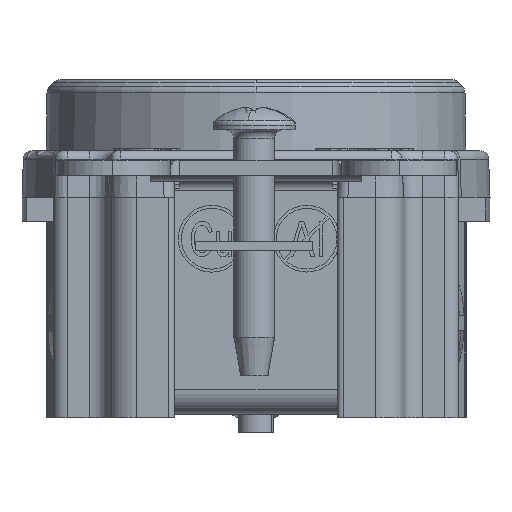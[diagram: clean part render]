
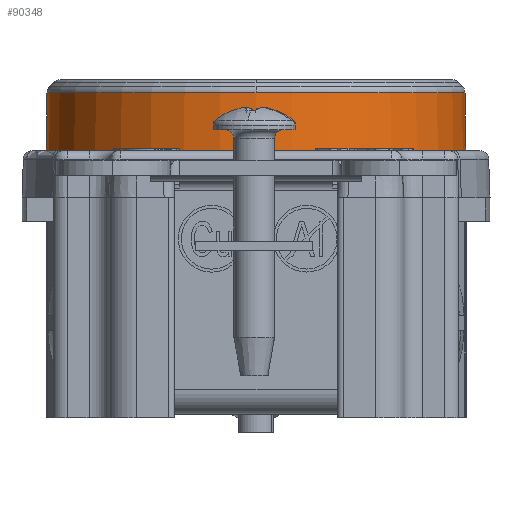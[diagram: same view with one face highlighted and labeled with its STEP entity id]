
A CAD part, front view. The second image highlights one B-rep face of the part: STEP entity #90348.
In plain terms, the highlighted conical face has half-angle 1 degrees and reference radius 17.45 mm.
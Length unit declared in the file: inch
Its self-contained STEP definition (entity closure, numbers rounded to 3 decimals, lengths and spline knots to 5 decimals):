
#7305 = CARTESIAN_POINT ( 'NONE',  ( 0.687, 0., 0.874 ) ) ;
#8750 = CARTESIAN_POINT ( 'NONE',  ( 0.6848, 0., 1.00023 ) ) ;
#9035 = AXIS2_PLACEMENT_3D ( 'NONE', #29054, #62503, #13193 ) ;
#12328 = CARTESIAN_POINT ( 'NONE',  ( -0.687, 0., 0.874 ) ) ;
#13193 = DIRECTION ( 'NONE',  ( 1., 0., 0. ) ) ;
#14494 = AXIS2_PLACEMENT_3D ( 'NONE', #51897, #69149, #25789 ) ;
#15025 = ORIENTED_EDGE ( 'NONE', *, *, #68659, .F. ) ;
#15693 = EDGE_CURVE ( 'NONE', #88883, #93420, #100855, .T. ) ;
#16598 = CARTESIAN_POINT ( 'NONE',  ( 0., 0., 1.06335 ) ) ;
#17864 = CIRCLE ( 'NONE', #9035, 0.687 ) ;
#19981 = ORIENTED_EDGE ( 'NONE', *, *, #15693, .T. ) ;
#20051 = EDGE_CURVE ( 'NONE', #85110, #57287, #47096, .T. ) ;
#21846 = ORIENTED_EDGE ( 'NONE', *, *, #20051, .T. ) ;
#22570 = CONICAL_SURFACE ( 'NONE', #14494, 0.687, 0.017 ) ;
#24727 = VECTOR ( 'NONE', #108685, 39.37008 ) ;
#25789 = DIRECTION ( 'NONE',  ( 1., 0., 0. ) ) ;
#29054 = CARTESIAN_POINT ( 'NONE',  ( 0., 0., 0.874 ) ) ;
#30180 = ORIENTED_EDGE ( 'NONE', *, *, #89109, .T. ) ;
#32532 = DIRECTION ( 'NONE',  ( 0., 0., -1. ) ) ;
#43718 = EDGE_LOOP ( 'NONE', ( #19981, #30180, #69592, #21846, #15025 ) ) ;
#46452 = CARTESIAN_POINT ( 'NONE',  ( 0., -0.68369, 1.06335 ) ) ;
#47096 = LINE ( 'NONE', #57566, #24727 ) ;
#48172 = AXIS2_PLACEMENT_3D ( 'NONE', #16598, #74725, #50477 ) ;
#50477 = DIRECTION ( 'NONE',  ( 0., -1., 0. ) ) ;
#51897 = CARTESIAN_POINT ( 'NONE',  ( 0., 0., 0.874 ) ) ;
#57287 = VERTEX_POINT ( 'NONE', #12328 ) ;
#57566 = CARTESIAN_POINT ( 'NONE',  ( -0.687, 0., 0.874 ) ) ;
#58086 = CARTESIAN_POINT ( 'NONE',  ( 0.6859, 0., 0.93712 ) ) ;
#62503 = DIRECTION ( 'NONE',  ( 0., 0., -1. ) ) ;
#63596 = VERTEX_POINT ( 'NONE', #46452 ) ;
#68659 = EDGE_CURVE ( 'NONE', #88883, #57287, #17864, .T. ) ;
#69149 = DIRECTION ( 'NONE',  ( 0., 0., -1. ) ) ;
#69592 = ORIENTED_EDGE ( 'NONE', *, *, #104473, .T. ) ;
#74725 = DIRECTION ( 'NONE',  ( 0., 0., -1. ) ) ;
#76028 = CARTESIAN_POINT ( 'NONE',  ( 0.68369, 0., 1.06335 ) ) ;
#76365 = AXIS2_PLACEMENT_3D ( 'NONE', #82856, #32532, #84317 ) ;
#82856 = CARTESIAN_POINT ( 'NONE',  ( 0., 0., 1.06335 ) ) ;
#84317 = DIRECTION ( 'NONE',  ( 0., -1., 0. ) ) ;
#85110 = VERTEX_POINT ( 'NONE', #102448 ) ;
#87274 = CARTESIAN_POINT ( 'NONE',  ( 0.687, 0., 0.874 ) ) ;
#88883 = VERTEX_POINT ( 'NONE', #87274 ) ;
#89109 = EDGE_CURVE ( 'NONE', #93420, #63596, #98835, .T. ) ;
#90348 = ADVANCED_FACE ( 'NONE', ( #105520 ), #22570, .T. ) ;
#92779 = CIRCLE ( 'NONE', #76365, 0.68369 ) ;
#93420 = VERTEX_POINT ( 'NONE', #104912 ) ;
#98835 = CIRCLE ( 'NONE', #48172, 0.68369 ) ;
#100855 = B_SPLINE_CURVE_WITH_KNOTS ( 'NONE', 3,
 ( #7305, #58086, #8750, #76028 ),
 .UNSPECIFIED., .F., .F.,
 ( 4, 4 ),
 ( 0., 0.81616 ),
 .UNSPECIFIED. ) ;
#102448 = CARTESIAN_POINT ( 'NONE',  ( -0.68369, 0., 1.06335 ) ) ;
#104473 = EDGE_CURVE ( 'NONE', #63596, #85110, #92779, .T. ) ;
#104912 = CARTESIAN_POINT ( 'NONE',  ( 0.68369, 0., 1.06335 ) ) ;
#105520 = FACE_OUTER_BOUND ( 'NONE', #43718, .T. ) ;
#108685 = DIRECTION ( 'NONE',  ( -0.017, 0., -1. ) ) ;
